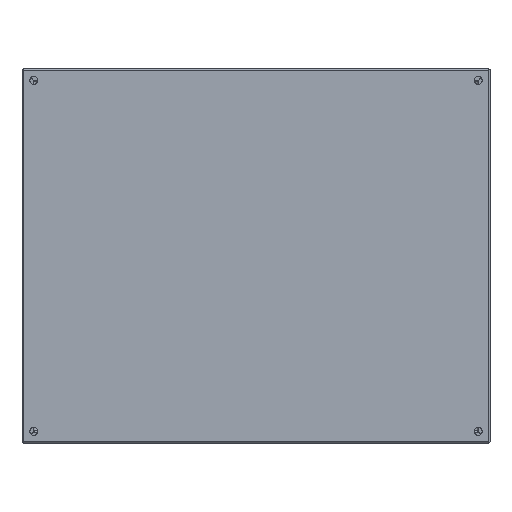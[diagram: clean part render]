
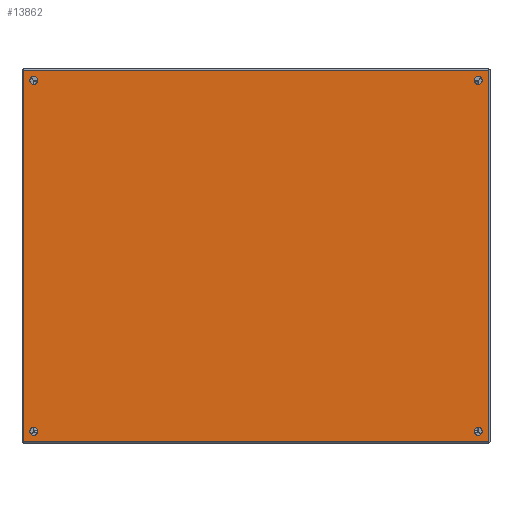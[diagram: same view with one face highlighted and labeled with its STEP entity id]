
A CAD part, top view. The second image highlights one B-rep face of the part: STEP entity #13862.
In plain terms, the highlighted face is planar.
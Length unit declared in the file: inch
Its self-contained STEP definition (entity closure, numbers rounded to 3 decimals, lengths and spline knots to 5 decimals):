
#270 = EDGE_LOOP ( 'NONE', ( #52172, #41599 ) ) ;
#1857 = VECTOR ( 'NONE', #7754, 39.37008 ) ;
#2220 = CARTESIAN_POINT ( 'NONE',  ( 0., 29.5, 11.25 ) ) ;
#2746 = AXIS2_PLACEMENT_3D ( 'NONE', #51916, #40097, #40814 ) ;
#4457 = DIRECTION ( 'NONE',  ( 0., 0., -1. ) ) ;
#5096 = VERTEX_POINT ( 'NONE', #34618 ) ;
#5795 = AXIS2_PLACEMENT_3D ( 'NONE', #21358, #15517, #39071 ) ;
#7754 = DIRECTION ( 'NONE',  ( 0., -1., 0. ) ) ;
#9733 = ORIENTED_EDGE ( 'NONE', *, *, #34969, .T. ) ;
#11349 = CARTESIAN_POINT ( 'NONE',  ( 0., 0.072, 11.928 ) ) ;
#11630 = EDGE_CURVE ( 'NONE', #12501, #68115, #51851, .T. ) ;
#11981 = CARTESIAN_POINT ( 'NONE',  ( 0., 29.25, 11.25 ) ) ;
#12501 = VERTEX_POINT ( 'NONE', #2220 ) ;
#12509 = CARTESIAN_POINT ( 'NONE',  ( 0., 0.072, -11.892 ) ) ;
#13862 = ADVANCED_FACE ( 'NONE', ( #37549, #27492, #32899, #50113, #68207 ), #50872, .F. ) ;
#13955 = EDGE_CURVE ( 'NONE', #15745, #36462, #59701, .T. ) ;
#14255 = CARTESIAN_POINT ( 'NONE',  ( 0., 29.928, 11.892 ) ) ;
#14377 = DIRECTION ( 'NONE',  ( 0., -1., 0. ) ) ;
#15302 = DIRECTION ( 'NONE',  ( 0., 1., 0. ) ) ;
#15464 = DIRECTION ( 'NONE',  ( 1., 0., 0. ) ) ;
#15517 = DIRECTION ( 'NONE',  ( 1., 0., 0. ) ) ;
#15603 = EDGE_CURVE ( 'NONE', #39976, #50896, #52621, .T. ) ;
#15745 = VERTEX_POINT ( 'NONE', #14255 ) ;
#16200 = CIRCLE ( 'NONE', #24825, 0.25 ) ;
#19290 = LINE ( 'NONE', #11349, #35881 ) ;
#19993 = CIRCLE ( 'NONE', #2746, 0.25 ) ;
#20271 = DIRECTION ( 'NONE',  ( 0., -1., 0. ) ) ;
#21075 = DIRECTION ( 'NONE',  ( 0., -1., 0. ) ) ;
#21080 = CARTESIAN_POINT ( 'NONE',  ( 0., 29.928, -11.892 ) ) ;
#21245 = AXIS2_PLACEMENT_3D ( 'NONE', #11981, #41235, #53114 ) ;
#21358 = CARTESIAN_POINT ( 'NONE',  ( 0., 0.75, 11.25 ) ) ;
#21673 = DIRECTION ( 'NONE',  ( 0., -1., 0. ) ) ;
#22034 = CARTESIAN_POINT ( 'NONE',  ( 0., 29.25, -11.25 ) ) ;
#22931 = AXIS2_PLACEMENT_3D ( 'NONE', #26048, #60635, #72942 ) ;
#23422 = CARTESIAN_POINT ( 'NONE',  ( 0., 0.5, 11.25 ) ) ;
#23649 = EDGE_CURVE ( 'NONE', #5096, #69378, #56075, .T. ) ;
#24124 = EDGE_CURVE ( 'NONE', #50896, #39976, #65954, .T. ) ;
#24573 = ORIENTED_EDGE ( 'NONE', *, *, #24124, .T. ) ;
#24667 = DIRECTION ( 'NONE',  ( 0., 0., 1. ) ) ;
#24825 = AXIS2_PLACEMENT_3D ( 'NONE', #25237, #32184, #20271 ) ;
#25237 = CARTESIAN_POINT ( 'NONE',  ( 0., 29.25, 11.25 ) ) ;
#25240 = CARTESIAN_POINT ( 'NONE',  ( 0., 0.75, 11.25 ) ) ;
#25646 = AXIS2_PLACEMENT_3D ( 'NONE', #25240, #37613, #60995 ) ;
#26048 = CARTESIAN_POINT ( 'NONE',  ( 0., 29.25, -11.25 ) ) ;
#26347 = ORIENTED_EDGE ( 'NONE', *, *, #75359, .T. ) ;
#26881 = CARTESIAN_POINT ( 'NONE',  ( 0., 29.928, -11.892 ) ) ;
#27492 = FACE_BOUND ( 'NONE', #30905, .T. ) ;
#27615 = CIRCLE ( 'NONE', #58303, 0.25 ) ;
#28010 = CARTESIAN_POINT ( 'NONE',  ( 0., 0.072, 11.892 ) ) ;
#28881 = ORIENTED_EDGE ( 'NONE', *, *, #53275, .T. ) ;
#28937 = VERTEX_POINT ( 'NONE', #62975 ) ;
#30905 = EDGE_LOOP ( 'NONE', ( #28881, #72338 ) ) ;
#32184 = DIRECTION ( 'NONE',  ( 1., 0., 0. ) ) ;
#32235 = DIRECTION ( 'NONE',  ( 1., 0., 0. ) ) ;
#32760 = ORIENTED_EDGE ( 'NONE', *, *, #13955, .F. ) ;
#32899 = FACE_BOUND ( 'NONE', #270, .T. ) ;
#33459 = EDGE_CURVE ( 'NONE', #69378, #5096, #67759, .T. ) ;
#33888 = EDGE_CURVE ( 'NONE', #28937, #65786, #19993, .T. ) ;
#34618 = CARTESIAN_POINT ( 'NONE',  ( 0., 29.5, -11.25 ) ) ;
#34969 = EDGE_CURVE ( 'NONE', #15745, #64113, #73728, .T. ) ;
#35169 = CARTESIAN_POINT ( 'NONE',  ( 0., 0.5, -11.25 ) ) ;
#35523 = CARTESIAN_POINT ( 'NONE',  ( 0., 0.072, 11.892 ) ) ;
#35881 = VECTOR ( 'NONE', #24667, 39.37008 ) ;
#36462 = VERTEX_POINT ( 'NONE', #28010 ) ;
#37549 = FACE_OUTER_BOUND ( 'NONE', #54681, .T. ) ;
#37613 = DIRECTION ( 'NONE',  ( 1., 0., 0. ) ) ;
#39071 = DIRECTION ( 'NONE',  ( 0., -1., 0. ) ) ;
#39374 = EDGE_LOOP ( 'NONE', ( #26347, #43425 ) ) ;
#39976 = VERTEX_POINT ( 'NONE', #23422 ) ;
#40097 = DIRECTION ( 'NONE',  ( 1., 0., 0. ) ) ;
#40814 = DIRECTION ( 'NONE',  ( 0., -1., 0. ) ) ;
#41235 = DIRECTION ( 'NONE',  ( 1., 0., 0. ) ) ;
#41599 = ORIENTED_EDGE ( 'NONE', *, *, #23649, .T. ) ;
#41695 = EDGE_CURVE ( 'NONE', #63320, #36462, #19290, .T. ) ;
#42011 = AXIS2_PLACEMENT_3D ( 'NONE', #22034, #15464, #21673 ) ;
#43425 = ORIENTED_EDGE ( 'NONE', *, *, #11630, .T. ) ;
#43656 = CARTESIAN_POINT ( 'NONE',  ( 0., 0.072, 11.928 ) ) ;
#45261 = EDGE_LOOP ( 'NONE', ( #62074, #24573 ) ) ;
#46810 = ORIENTED_EDGE ( 'NONE', *, *, #66439, .F. ) ;
#48319 = VECTOR ( 'NONE', #4457, 39.37008 ) ;
#50113 = FACE_BOUND ( 'NONE', #45261, .T. ) ;
#50214 = CARTESIAN_POINT ( 'NONE',  ( 0., 0.75, -11.25 ) ) ;
#50872 = PLANE ( 'NONE',  #68192 ) ;
#50896 = VERTEX_POINT ( 'NONE', #56818 ) ;
#51851 = CIRCLE ( 'NONE', #21245, 0.25 ) ;
#51916 = CARTESIAN_POINT ( 'NONE',  ( 0., 0.75, -11.25 ) ) ;
#52172 = ORIENTED_EDGE ( 'NONE', *, *, #33459, .T. ) ;
#52621 = CIRCLE ( 'NONE', #25646, 0.25 ) ;
#53114 = DIRECTION ( 'NONE',  ( 0., -1., 0. ) ) ;
#53275 = EDGE_CURVE ( 'NONE', #65786, #28937, #27615, .T. ) ;
#54681 = EDGE_LOOP ( 'NONE', ( #32760, #9733, #46810, #69651 ) ) ;
#56075 = CIRCLE ( 'NONE', #22931, 0.25 ) ;
#56120 = CARTESIAN_POINT ( 'NONE',  ( 0., 29., -11.25 ) ) ;
#56818 = CARTESIAN_POINT ( 'NONE',  ( 0., 1., 11.25 ) ) ;
#58303 = AXIS2_PLACEMENT_3D ( 'NONE', #50214, #32235, #21075 ) ;
#59701 = LINE ( 'NONE', #35523, #1857 ) ;
#60635 = DIRECTION ( 'NONE',  ( 1., 0., 0. ) ) ;
#60943 = CARTESIAN_POINT ( 'NONE',  ( 0., 29., 11.25 ) ) ;
#60995 = DIRECTION ( 'NONE',  ( 0., -1., 0. ) ) ;
#62074 = ORIENTED_EDGE ( 'NONE', *, *, #15603, .T. ) ;
#62949 = LINE ( 'NONE', #26881, #68082 ) ;
#62975 = CARTESIAN_POINT ( 'NONE',  ( 0., 1., -11.25 ) ) ;
#63320 = VERTEX_POINT ( 'NONE', #12509 ) ;
#64113 = VERTEX_POINT ( 'NONE', #21080 ) ;
#65786 = VERTEX_POINT ( 'NONE', #35169 ) ;
#65954 = CIRCLE ( 'NONE', #5795, 0.25 ) ;
#66439 = EDGE_CURVE ( 'NONE', #63320, #64113, #62949, .T. ) ;
#67069 = DIRECTION ( 'NONE',  ( 1., 0., 0. ) ) ;
#67183 = CARTESIAN_POINT ( 'NONE',  ( 0., 29.928, -11.928 ) ) ;
#67759 = CIRCLE ( 'NONE', #42011, 0.25 ) ;
#68082 = VECTOR ( 'NONE', #15302, 39.37008 ) ;
#68115 = VERTEX_POINT ( 'NONE', #60943 ) ;
#68192 = AXIS2_PLACEMENT_3D ( 'NONE', #43656, #67069, #14377 ) ;
#68207 = FACE_BOUND ( 'NONE', #39374, .T. ) ;
#69378 = VERTEX_POINT ( 'NONE', #56120 ) ;
#69651 = ORIENTED_EDGE ( 'NONE', *, *, #41695, .T. ) ;
#72338 = ORIENTED_EDGE ( 'NONE', *, *, #33888, .T. ) ;
#72942 = DIRECTION ( 'NONE',  ( 0., -1., 0. ) ) ;
#73728 = LINE ( 'NONE', #67183, #48319 ) ;
#75359 = EDGE_CURVE ( 'NONE', #68115, #12501, #16200, .T. ) ;
